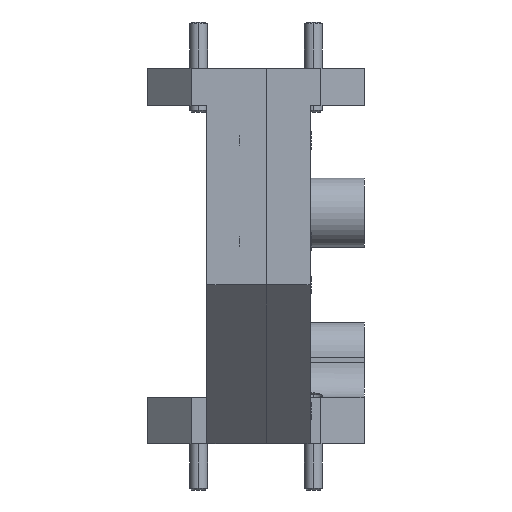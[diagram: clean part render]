
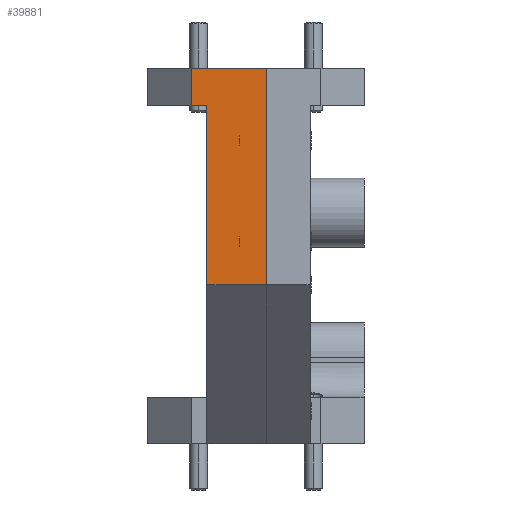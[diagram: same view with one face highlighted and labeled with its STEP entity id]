
A CAD part, left-side view. The second image highlights one B-rep face of the part: STEP entity #39881.
In plain terms, the highlighted planar face has unit normal (-1, 0, 0).
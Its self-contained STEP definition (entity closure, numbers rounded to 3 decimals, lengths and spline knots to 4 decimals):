
#2488 = EDGE_CURVE ( 'NONE', #14680, #35472, #32975, .T. ) ;
#3188 = ORIENTED_EDGE ( 'NONE', *, *, #64073, .T. ) ;
#3213 = CARTESIAN_POINT ( 'NONE',  ( -2.25, 0.207, 0. ) ) ;
#4287 = CARTESIAN_POINT ( 'NONE',  ( -2.25, 0., 0. ) ) ;
#5510 = ORIENTED_EDGE ( 'NONE', *, *, #20724, .T. ) ;
#6737 = CARTESIAN_POINT ( 'NONE',  ( -2.25, 0.207, -0.75 ) ) ;
#10794 = CARTESIAN_POINT ( 'NONE',  ( -2.25, 0.207, -0.75 ) ) ;
#14680 = VERTEX_POINT ( 'NONE', #41609 ) ;
#15974 = DIRECTION ( 'NONE',  ( 0., 0., 1. ) ) ;
#18844 = VECTOR ( 'NONE', #70211, 39.3701 ) ;
#20172 = CARTESIAN_POINT ( 'NONE',  ( -2.25, 0., 0. ) ) ;
#20724 = EDGE_CURVE ( 'NONE', #78496, #67632, #25090, .T. ) ;
#22139 = LINE ( 'NONE', #6737, #67416 ) ;
#24270 = DIRECTION ( 'NONE',  ( 0., -1., 0. ) ) ;
#25090 = LINE ( 'NONE', #4287, #18844 ) ;
#27969 = ORIENTED_EDGE ( 'NONE', *, *, #2488, .T. ) ;
#29245 = CARTESIAN_POINT ( 'NONE',  ( -2.25, 0.207, 0. ) ) ;
#31426 = CARTESIAN_POINT ( 'NONE',  ( -2.25, 4.9139, -0.13 ) ) ;
#31916 = VECTOR ( 'NONE', #15974, 39.3701 ) ;
#32975 = LINE ( 'NONE', #31426, #41231 ) ;
#35295 = EDGE_CURVE ( 'NONE', #77207, #35472, #66880, .T. ) ;
#35405 = VECTOR ( 'NONE', #42470, 39.3701 ) ;
#35472 = VERTEX_POINT ( 'NONE', #78393 ) ;
#39709 = FACE_OUTER_BOUND ( 'NONE', #57140, .T. ) ;
#39881 = ADVANCED_FACE ( 'NONE', ( #39709 ), #68572, .F. ) ;
#41231 = VECTOR ( 'NONE', #24270, 39.3701 ) ;
#41609 = CARTESIAN_POINT ( 'NONE',  ( -2.25, 0.262, -0.13 ) ) ;
#42470 = DIRECTION ( 'NONE',  ( 0., -1., 0. ) ) ;
#44639 = VERTEX_POINT ( 'NONE', #67401 ) ;
#45677 = LINE ( 'NONE', #29245, #35405 ) ;
#49348 = DIRECTION ( 'NONE',  ( 1., 0., 0. ) ) ;
#49672 = DIRECTION ( 'NONE',  ( 0., 0., -1. ) ) ;
#55646 = DIRECTION ( 'NONE',  ( 0., 0., -1. ) ) ;
#57140 = EDGE_LOOP ( 'NONE', ( #65033, #3188, #27969, #72522, #75935, #5510 ) ) ;
#58189 = CARTESIAN_POINT ( 'NONE',  ( -2.25, 0., -0.75 ) ) ;
#61757 = EDGE_CURVE ( 'NONE', #77207, #78496, #22139, .T. ) ;
#62658 = EDGE_CURVE ( 'NONE', #44639, #67632, #45677, .T. ) ;
#63165 = VECTOR ( 'NONE', #49672, 39.3701 ) ;
#64073 = EDGE_CURVE ( 'NONE', #44639, #14680, #66265, .T. ) ;
#64313 = CARTESIAN_POINT ( 'NONE',  ( -2.25, 0.262, 0. ) ) ;
#65033 = ORIENTED_EDGE ( 'NONE', *, *, #62658, .F. ) ;
#66265 = LINE ( 'NONE', #64313, #63165 ) ;
#66880 = LINE ( 'NONE', #75547, #31916 ) ;
#67401 = CARTESIAN_POINT ( 'NONE',  ( -2.25, 0.262, 0. ) ) ;
#67416 = VECTOR ( 'NONE', #78463, 39.3701 ) ;
#67632 = VERTEX_POINT ( 'NONE', #20172 ) ;
#68572 = PLANE ( 'NONE',  #72787 ) ;
#70211 = DIRECTION ( 'NONE',  ( 0., 0., 1. ) ) ;
#72522 = ORIENTED_EDGE ( 'NONE', *, *, #35295, .F. ) ;
#72787 = AXIS2_PLACEMENT_3D ( 'NONE', #3213, #49348, #55646 ) ;
#75547 = CARTESIAN_POINT ( 'NONE',  ( -2.25, 0.207, 0. ) ) ;
#75935 = ORIENTED_EDGE ( 'NONE', *, *, #61757, .T. ) ;
#77207 = VERTEX_POINT ( 'NONE', #10794 ) ;
#78393 = CARTESIAN_POINT ( 'NONE',  ( -2.25, 0.207, -0.13 ) ) ;
#78463 = DIRECTION ( 'NONE',  ( 0., -1., 0. ) ) ;
#78496 = VERTEX_POINT ( 'NONE', #58189 ) ;
